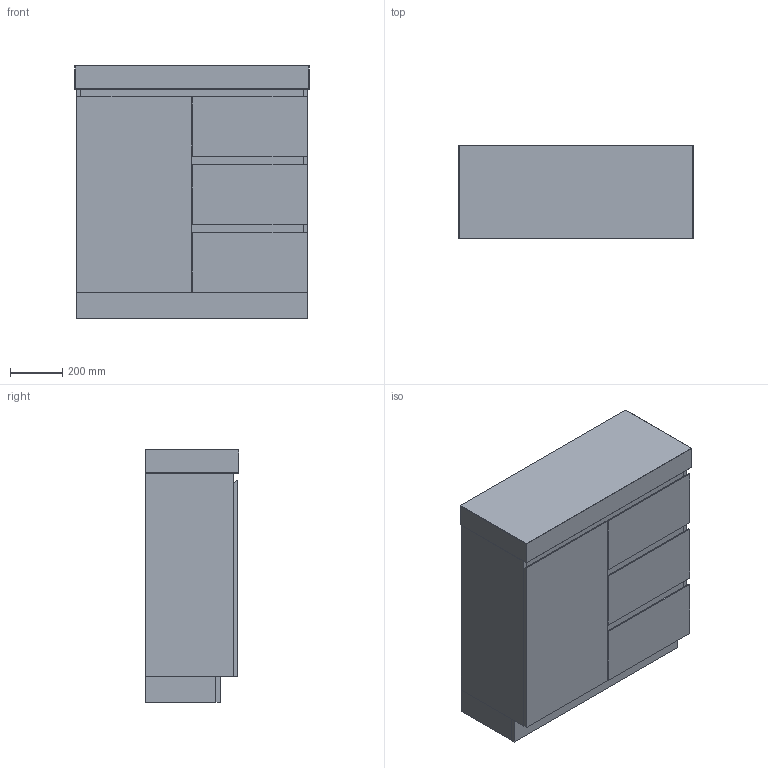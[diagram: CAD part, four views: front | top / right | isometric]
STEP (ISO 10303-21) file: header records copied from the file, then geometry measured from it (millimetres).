
FILE_DESCRIPTION(/* description */ (''),/* implementation_level */ '2;1');
FILE_NAME(/* name */ 'Domaine Ensuite (Floor Mount) 900 (90MM)',/* time_stamp */ '2025-07-09T14:49:11+10:00',/* author */ (''),/* organization */ (''),/* preprocessor_version */ 'ST-DEVELOPER v16.5',/* originating_system */ '',/* authorisation */ '');
FILE_SCHEMA (('AUTOMOTIVE_DESIGN'));
Length unit declared in the file: millimetre
Products named in the file (6): Document; Domaine Ensuite (Floor Mount) 900 (90MM); Domaine Ensuite FM ALL5; Domaine Ensuite 900 WK234; Blank Ensuite Benchtops (Domaine) ALL6789; 900 Ensuite (90mm)
Assembly tree (5 placements, depth 4):
  Document
    Domaine Ensuite (Floor Mount) 900 (90MM)
      Domaine Ensuite FM ALL5
        Domaine Ensuite 900 WK234
      Blank Ensuite Benchtops (Domaine) ALL6789
        900 Ensuite (90mm)
Bounding box: 900 x 360 x 970 mm (x, y, z)
Volume: 48220500.5 mm3; surface area: 6141614.8 mm2
Topology: 12 solids, 12 shells, 99 faces, 210 edges, 132 vertices
Faces by surface type: plane 85, cylinder 10, bspline 4
Entity records: 2752 total; most frequent: CARTESIAN_POINT 852, ORIENTED_EDGE 412, EDGE_CURVE 206, B_SPLINE_CURVE_WITH_KNOTS 190, VERTEX_POINT 132, DIRECTION 121, AXIS2_PLACEMENT_3D 108, EDGE_LOOP 100
